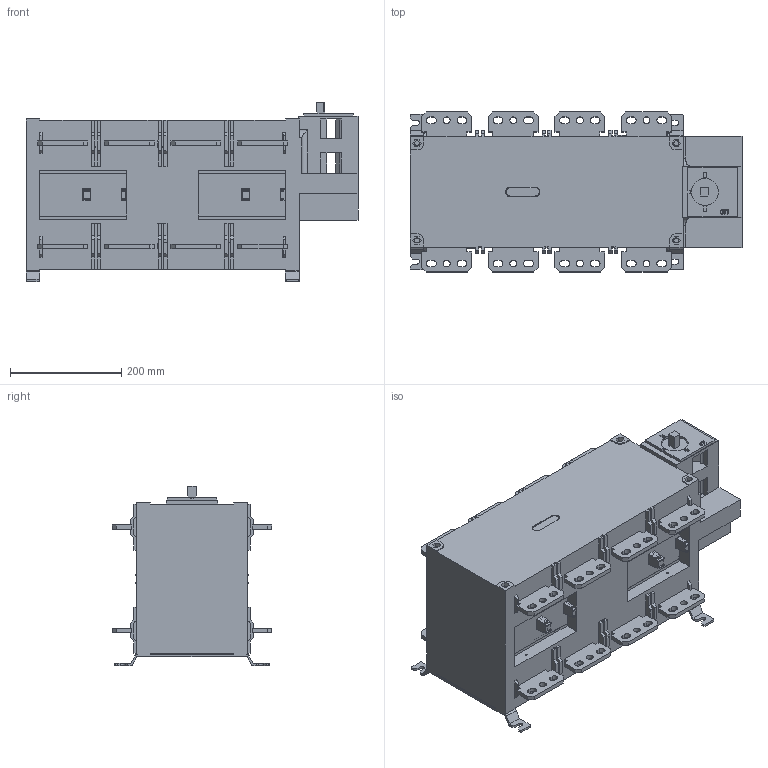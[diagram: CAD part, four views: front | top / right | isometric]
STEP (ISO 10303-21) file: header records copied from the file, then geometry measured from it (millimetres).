
FILE_DESCRIPTION((''),'2;1');
FILE_NAME('LBS_1600_4P_CO','2017-10-25T',('luka.skrinjar'),('Audax d.o.o.'),'CREO PARAMETRIC BY PTC INC, 2016050','CREO PARAMETRIC BY PTC INC, 2016050','');
FILE_SCHEMA(('AUTOMOTIVE_DESIGN { 1 0 10303 214 1 1 1 1 }'));
Length unit declared in the file: millimetre
Products named in the file (1): LBS_1600_4P_CO
Bounding box: 598 x 288 x 323 mm (x, y, z)
Volume: 24699951.7 mm3; surface area: 1181231.6 mm2
Topology: 1 solids, 3 shells, 1535 faces, 4379 edges, 2897 vertices
Faces by surface type: plane 1258, cylinder 242, extrusion 29, cone 6
Entity records: 50245 total; most frequent: CARTESIAN_POINT 9380, ORIENTED_EDGE 8758, DIRECTION 7833, EDGE_CURVE 4379, VECTOR 3843, LINE 3814, VERTEX_POINT 2897, AXIS2_PLACEMENT_3D 1995
